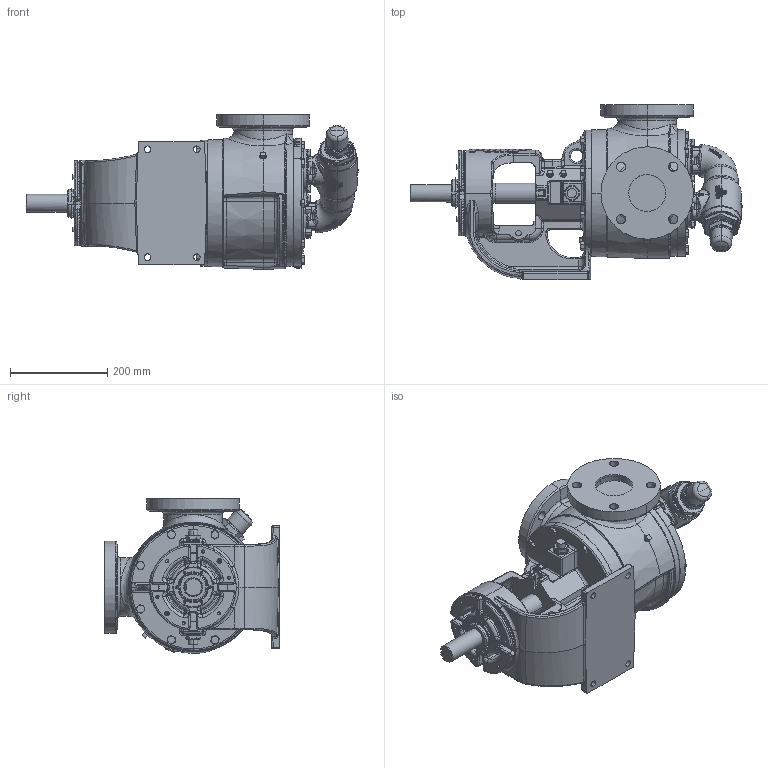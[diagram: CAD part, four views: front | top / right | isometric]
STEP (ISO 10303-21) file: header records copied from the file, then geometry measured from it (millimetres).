
FILE_DESCRIPTION (( 'STEP AP214' ), '1' );
FILE_NAME ('LS124E.STEP', '2018-02-20T20:13:35', ( '' ), ( '' ), 'SwSTEP 2.0', 'SolidWorks 2017', '' );
FILE_SCHEMA (( 'AUTOMOTIVE_DESIGN' ));
Length unit declared in the file: inch
Products named in the file (2): LS124E
Bounding box: 684.48 x 360.43 x 319.02 mm (x, y, z)
Volume: 19260616.8 mm3; surface area: 953079.4 mm2
Topology: 1 solids, 1 shells, 3844 faces, 9697 edges, 5927 vertices
Faces by surface type: plane 1123, bspline 951, cylinder 944, cone 568, torus 185, sphere 73
Entity records: 226087 total; most frequent: CARTESIAN_POINT 115656, ORIENTED_EDGE 19168, DIRECTION 15276, EDGE_CURVE 9584, AXIS2_PLACEMENT_3D 6290, VERTEX_POINT 5927, EDGE_LOOP 4085, ADVANCED_FACE 3844
